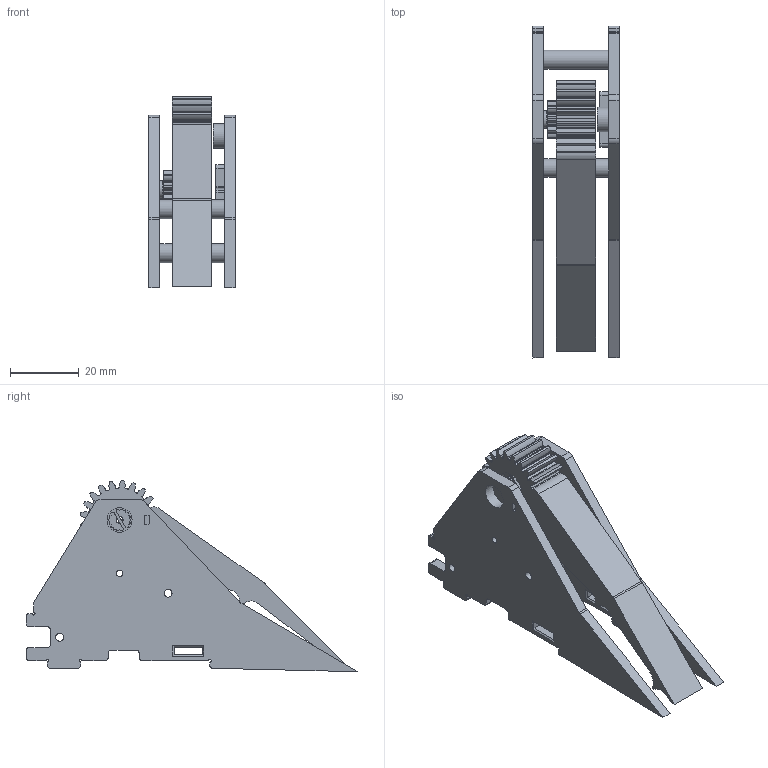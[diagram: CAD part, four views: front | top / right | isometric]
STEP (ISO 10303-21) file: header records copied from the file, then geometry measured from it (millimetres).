
FILE_DESCRIPTION(/* description */ (''),/* implementation_level */ '2;1');
FILE_NAME(/* name */ 'RAC_flipper_module v15.step',/* time_stamp */ '2023-05-24T15:45:38+02:00',/* author */ (''),/* organization */ (''),/* preprocessor_version */ 'ST-DEVELOPER v19.2',/* originating_system */ 'Autodesk Translation Framework v12.4.0.73',/* authorisation */ '');
FILE_SCHEMA (('AUTOMOTIVE_DESIGN { 1 0 10303 214 3 1 1 }'));
Length unit declared in the file: millimetre
Products named in the file (4): RAC_flipper_module; flipping arm; RAC_supplexer_module_3g_9t; bulkeahds
Assembly tree (3 placements, depth 2):
  RAC_flipper_module
    flipping arm
    RAC_supplexer_module_3g_9t
    bulkeahds
Bounding box: 25 x 96.27 x 55.49 mm (x, y, z)
Volume: 25382.4 mm3; surface area: 18640.3 mm2
Topology: 4 solids, 4 shells, 486 faces, 1406 edges, 930 vertices
Faces by surface type: cylinder 245, plane 192, bspline 48, cone 1
Full cylindrical faces by diameter (mm): 1.9 x4, 2 x1, 2.3 x5, 5.1 x1, 5.5 x2, 7.2 x2, 9 x1
Entity records: 30082 total; most frequent: CARTESIAN_POINT 17091, ORIENTED_EDGE 2812, DIRECTION 2701, EDGE_CURVE 1406, AXIS2_PLACEMENT_3D 948, VERTEX_POINT 930, LINE 805, VECTOR 805
